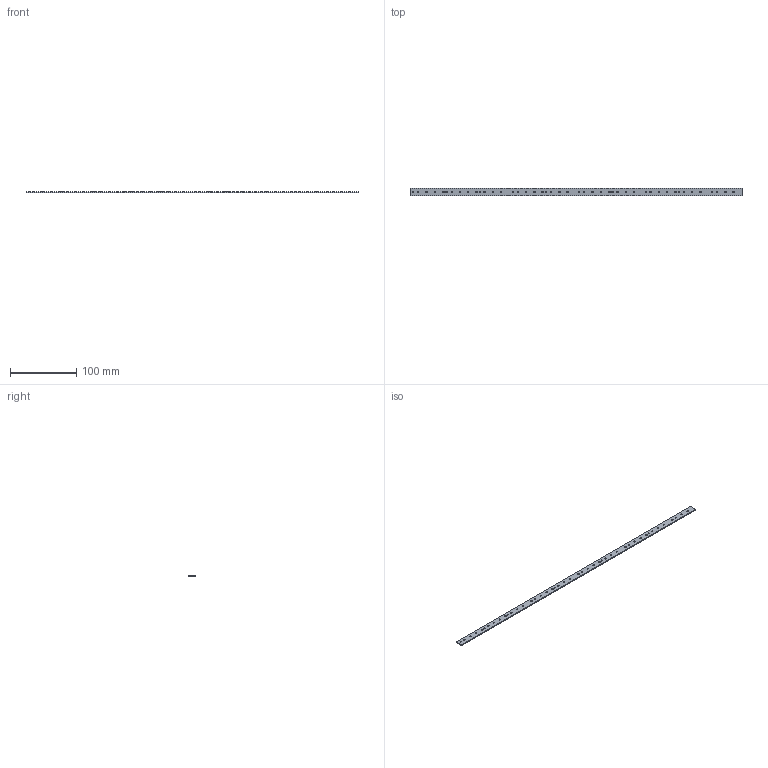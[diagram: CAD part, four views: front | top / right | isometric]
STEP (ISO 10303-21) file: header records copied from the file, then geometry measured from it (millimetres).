
FILE_DESCRIPTION(/* description */ (''),/* implementation_level */ '2;1');
FILE_NAME(/* name */ '',/* time_stamp */ '2023-02-04T18:53:09+03:00',/* author */ (''),/* organization */ (''),/* preprocessor_version */ 'ST-DEVELOPER v19.2',/* originating_system */ 'Autodesk Translation Framework v11.17.0.187',/* authorisation */ '');
FILE_SCHEMA (('AUTOMOTIVE_DESIGN { 1 0 10303 214 3 1 1 }'));
Length unit declared in the file: millimetre
Products named in the file (5): Oda Lambası Led; Board; Packages; 0805; R0805
Assembly tree (42 placements, depth 3):
  Oda Lambası Led
    Board
    Packages
      0805  x30
      R0805  x10
Bounding box: 500 x 11 x 2.42 mm (x, y, z)
Volume: 8628.9 mm3; surface area: 13186 mm2
Topology: 191 solids, 191 shells, 1911 faces, 4587 edges, 3058 vertices
Faces by surface type: plane 1726, cylinder 185
Full cylindrical faces by diameter (mm): 3 x5
Entity records: 3475 total; most frequent: DIRECTION 563, CARTESIAN_POINT 554, ORIENTED_EDGE 486, EDGE_CURVE 243, LINE 221, VECTOR 221, AXIS2_PLACEMENT_3D 171, VERTEX_POINT 162
